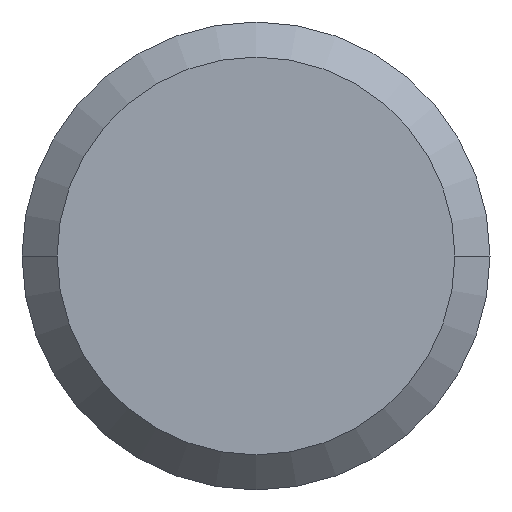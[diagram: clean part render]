
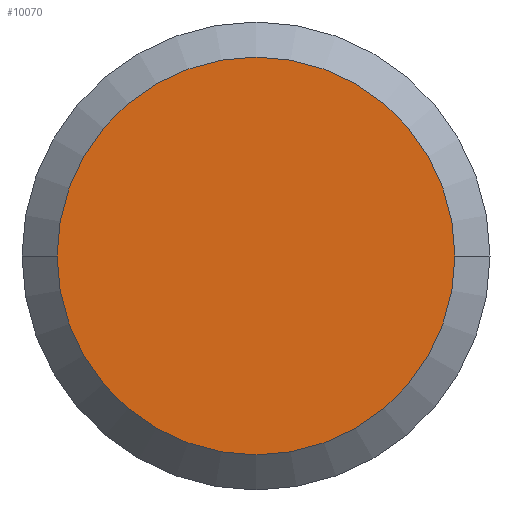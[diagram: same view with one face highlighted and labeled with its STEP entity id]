
A CAD part, front view. The second image highlights one B-rep face of the part: STEP entity #10070.
In plain terms, the highlighted planar face has unit normal (0, -1, 0).
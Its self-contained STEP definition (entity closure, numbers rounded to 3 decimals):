
#7770=CARTESIAN_POINT('',(34.026,-6378.908,0.));
#7780=VERTEX_POINT('',#7770);
#7960=CARTESIAN_POINT('',(68.026,-6378.908,0.));
#7970=VERTEX_POINT('',#7960);
#8000=CARTESIAN_POINT('',(51.026,-6378.908,0.));
#8010=DIRECTION('',(0.,1.,0.));
#8020=DIRECTION('',(1.,0.,0.));
#8030=AXIS2_PLACEMENT_3D('',#8000,#8010,#8020);
#8040=CIRCLE('',#8030,17.);
#8050=EDGE_CURVE('',#7780,#7970,#8040,.T.);
#9970=CARTESIAN_POINT('',(62.626,-6378.908,0.));
#9980=DIRECTION('',(-0.,-1.,-0.));
#9990=DIRECTION('',(-1.,0.,0.));
#10000=AXIS2_PLACEMENT_3D('',#9970,#9980,#9990);
#10010=PLANE('',#10000);
#10020=EDGE_CURVE('',#7970,#7780,#8040,.T.);
#10030=ORIENTED_EDGE('',*,*,#10020,.F.);
#10040=ORIENTED_EDGE('',*,*,#8050,.F.);
#10050=EDGE_LOOP('',(#10040,#10030));
#10060=FACE_OUTER_BOUND('',#10050,.T.);
#10070=ADVANCED_FACE('',(#10060),#10010,.T.);
